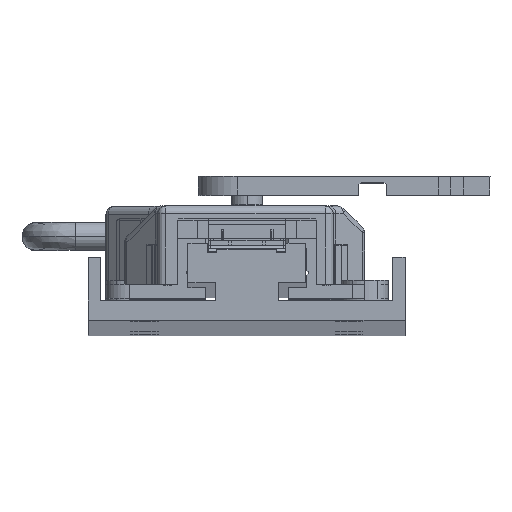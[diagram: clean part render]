
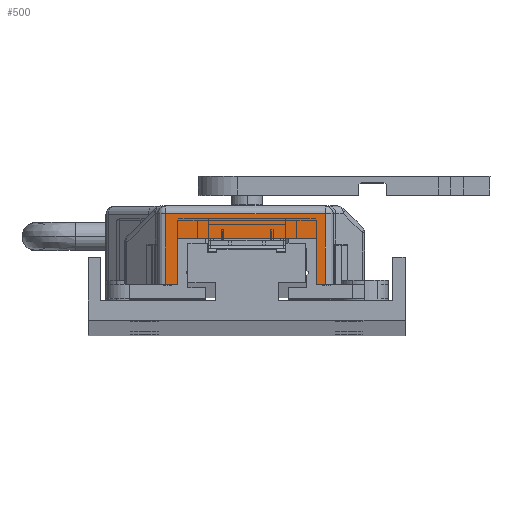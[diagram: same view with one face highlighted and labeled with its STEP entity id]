
A CAD part, top view. The second image highlights one B-rep face of the part: STEP entity #500.
In plain terms, the highlighted planar face has unit normal (0, 0, 1).
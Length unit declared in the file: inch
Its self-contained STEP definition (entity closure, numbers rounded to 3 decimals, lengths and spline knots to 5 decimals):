
#24 = ORIENTED_EDGE ( 'NONE', *, *, #4210, .T. ) ;
#254 = DIRECTION ( 'NONE',  ( 1., 0., 0. ) ) ;
#394 = CARTESIAN_POINT ( 'NONE',  ( 1.345, 0., 1.55 ) ) ;
#500 = ADVANCED_FACE ( 'NONE', ( #18487 ), #10324, .F. ) ;
#858 = ORIENTED_EDGE ( 'NONE', *, *, #11012, .T. ) ;
#1244 = CARTESIAN_POINT ( 'NONE',  ( 1.345, 0.295, 1.55 ) ) ;
#1323 = VECTOR ( 'NONE', #6348, 39.37008 ) ;
#1395 = CARTESIAN_POINT ( 'NONE',  ( 1.4, 0.5, 1.55 ) ) ;
#1586 = DIRECTION ( 'NONE',  ( 0., 1., 0. ) ) ;
#1697 = DIRECTION ( 'NONE',  ( -1., 0., 0. ) ) ;
#1909 = CARTESIAN_POINT ( 'NONE',  ( 0., 0., 1.55 ) ) ;
#1963 = CARTESIAN_POINT ( 'NONE',  ( 1.345, 0.42, 1.55 ) ) ;
#2560 = CARTESIAN_POINT ( 'NONE',  ( 0.38, 0., 1.55 ) ) ;
#3045 = VECTOR ( 'NONE', #8492, 39.37008 ) ;
#3273 = VECTOR ( 'NONE', #4985, 39.37008 ) ;
#3318 = EDGE_CURVE ( 'NONE', #12433, #11036, #16845, .T. ) ;
#4091 = VERTEX_POINT ( 'NONE', #1244 ) ;
#4210 = EDGE_CURVE ( 'NONE', #13510, #5671, #21664, .T. ) ;
#4325 = VERTEX_POINT ( 'NONE', #394 ) ;
#4560 = LINE ( 'NONE', #1963, #21852 ) ;
#4985 = DIRECTION ( 'NONE',  ( -1., 0., 0. ) ) ;
#5469 = EDGE_CURVE ( 'NONE', #4325, #10716, #5888, .T. ) ;
#5671 = VERTEX_POINT ( 'NONE', #11281 ) ;
#5888 = LINE ( 'NONE', #13245, #1323 ) ;
#6310 = LINE ( 'NONE', #1395, #19039 ) ;
#6348 = DIRECTION ( 'NONE',  ( 1., 0., 0. ) ) ;
#6421 = ORIENTED_EDGE ( 'NONE', *, *, #3318, .T. ) ;
#6729 = CARTESIAN_POINT ( 'NONE',  ( 0.455, 0.295, 1.55 ) ) ;
#6841 = CARTESIAN_POINT ( 'NONE',  ( 0., 0.5, 1.55 ) ) ;
#6914 = EDGE_CURVE ( 'NONE', #13540, #12433, #21203, .T. ) ;
#8492 = DIRECTION ( 'NONE',  ( -1., 0., 0. ) ) ;
#8758 = EDGE_CURVE ( 'NONE', #4091, #11036, #16877, .T. ) ;
#8901 = DIRECTION ( 'NONE',  ( 0., -1., 0. ) ) ;
#9191 = ORIENTED_EDGE ( 'NONE', *, *, #12965, .T. ) ;
#9671 = CARTESIAN_POINT ( 'NONE',  ( 0.38, 0.5, 1.55 ) ) ;
#9799 = ORIENTED_EDGE ( 'NONE', *, *, #21024, .T. ) ;
#10324 = PLANE ( 'NONE',  #14526 ) ;
#10716 = VERTEX_POINT ( 'NONE', #21612 ) ;
#10745 = CARTESIAN_POINT ( 'NONE',  ( 0.455, 0., 1.55 ) ) ;
#11012 = EDGE_CURVE ( 'NONE', #10716, #13510, #6310, .T. ) ;
#11036 = VERTEX_POINT ( 'NONE', #20719 ) ;
#11281 = CARTESIAN_POINT ( 'NONE',  ( 0.38, 0.45, 1.55 ) ) ;
#12065 = DIRECTION ( 'NONE',  ( 0., 0., -1. ) ) ;
#12249 = VECTOR ( 'NONE', #21986, 39.37008 ) ;
#12433 = VERTEX_POINT ( 'NONE', #10745 ) ;
#12733 = VECTOR ( 'NONE', #20050, 39.37008 ) ;
#12965 = EDGE_CURVE ( 'NONE', #4091, #4325, #4560, .T. ) ;
#13245 = CARTESIAN_POINT ( 'NONE',  ( 1.345, 0., 1.55 ) ) ;
#13510 = VERTEX_POINT ( 'NONE', #18071 ) ;
#13540 = VERTEX_POINT ( 'NONE', #2560 ) ;
#14293 = ORIENTED_EDGE ( 'NONE', *, *, #8758, .F. ) ;
#14526 = AXIS2_PLACEMENT_3D ( 'NONE', #6841, #12065, #1697 ) ;
#15333 = ORIENTED_EDGE ( 'NONE', *, *, #6914, .T. ) ;
#16845 = LINE ( 'NONE', #18552, #12249 ) ;
#16877 = LINE ( 'NONE', #6729, #3045 ) ;
#17018 = EDGE_LOOP ( 'NONE', ( #858, #24, #9799, #15333, #6421, #14293, #9191, #20200 ) ) ;
#17143 = CARTESIAN_POINT ( 'NONE',  ( 0., 0.45, 1.55 ) ) ;
#18071 = CARTESIAN_POINT ( 'NONE',  ( 1.4, 0.45, 1.55 ) ) ;
#18487 = FACE_OUTER_BOUND ( 'NONE', #17018, .T. ) ;
#18552 = CARTESIAN_POINT ( 'NONE',  ( 0.455, 0., 1.55 ) ) ;
#19039 = VECTOR ( 'NONE', #1586, 39.37008 ) ;
#20050 = DIRECTION ( 'NONE',  ( 0., -1., 0. ) ) ;
#20200 = ORIENTED_EDGE ( 'NONE', *, *, #5469, .T. ) ;
#20672 = VECTOR ( 'NONE', #254, 39.37008 ) ;
#20719 = CARTESIAN_POINT ( 'NONE',  ( 0.455, 0.295, 1.55 ) ) ;
#21024 = EDGE_CURVE ( 'NONE', #5671, #13540, #21881, .T. ) ;
#21203 = LINE ( 'NONE', #1909, #20672 ) ;
#21612 = CARTESIAN_POINT ( 'NONE',  ( 1.4, 0., 1.55 ) ) ;
#21664 = LINE ( 'NONE', #17143, #3273 ) ;
#21852 = VECTOR ( 'NONE', #8901, 39.37008 ) ;
#21881 = LINE ( 'NONE', #9671, #12733 ) ;
#21986 = DIRECTION ( 'NONE',  ( 0., 1., 0. ) ) ;
